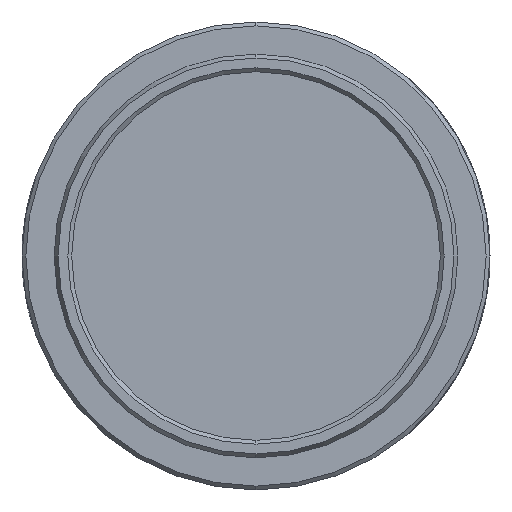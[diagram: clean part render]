
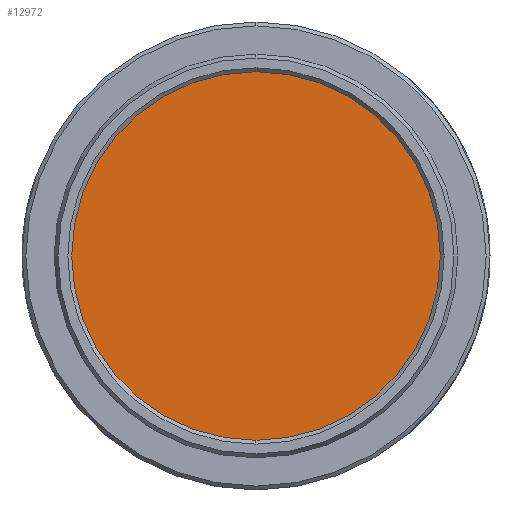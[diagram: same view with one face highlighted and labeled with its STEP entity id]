
A CAD part, left-side view. The second image highlights one B-rep face of the part: STEP entity #12972.
In plain terms, the highlighted planar face has unit normal (-1, 0, 0).
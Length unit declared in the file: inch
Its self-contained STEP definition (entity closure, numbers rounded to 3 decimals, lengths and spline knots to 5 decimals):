
#156 = CIRCLE ( 'NONE', #7403, 0.5 ) ;
#650 = CARTESIAN_POINT ( 'NONE',  ( -0.075, 0., 0. ) ) ;
#1460 = DIRECTION ( 'NONE',  ( 1., 0., 0. ) ) ;
#1852 = DIRECTION ( 'NONE',  ( 0., 0., -1. ) ) ;
#1946 = CARTESIAN_POINT ( 'NONE',  ( -0.075, 0., 0.5 ) ) ;
#1966 = PLANE ( 'NONE',  #6217 ) ;
#2003 = ORIENTED_EDGE ( 'NONE', *, *, #11294, .F. ) ;
#2019 = CARTESIAN_POINT ( 'NONE',  ( -0.075, 0., 0. ) ) ;
#2404 = CIRCLE ( 'NONE', #10041, 0.5 ) ;
#3228 = DIRECTION ( 'NONE',  ( 0., 0., -1. ) ) ;
#4066 = FACE_OUTER_BOUND ( 'NONE', #14084, .T. ) ;
#5000 = CARTESIAN_POINT ( 'NONE',  ( -0.075, 0., -0.5 ) ) ;
#6217 = AXIS2_PLACEMENT_3D ( 'NONE', #2019, #10411, #3228 ) ;
#7403 = AXIS2_PLACEMENT_3D ( 'NONE', #650, #9033, #1852 ) ;
#8645 = CARTESIAN_POINT ( 'NONE',  ( -0.075, 0., 0. ) ) ;
#9033 = DIRECTION ( 'NONE',  ( 1., 0., 0. ) ) ;
#9609 = EDGE_CURVE ( 'NONE', #12325, #14684, #156, .T. ) ;
#9849 = DIRECTION ( 'NONE',  ( 0., 0., -1. ) ) ;
#10041 = AXIS2_PLACEMENT_3D ( 'NONE', #8645, #1460, #9849 ) ;
#10411 = DIRECTION ( 'NONE',  ( 1., 0., 0. ) ) ;
#11294 = EDGE_CURVE ( 'NONE', #14684, #12325, #2404, .T. ) ;
#12325 = VERTEX_POINT ( 'NONE', #5000 ) ;
#12972 = ADVANCED_FACE ( 'NONE', ( #4066 ), #1966, .F. ) ;
#14084 = EDGE_LOOP ( 'NONE', ( #15220, #2003 ) ) ;
#14684 = VERTEX_POINT ( 'NONE', #1946 ) ;
#15220 = ORIENTED_EDGE ( 'NONE', *, *, #9609, .F. ) ;
